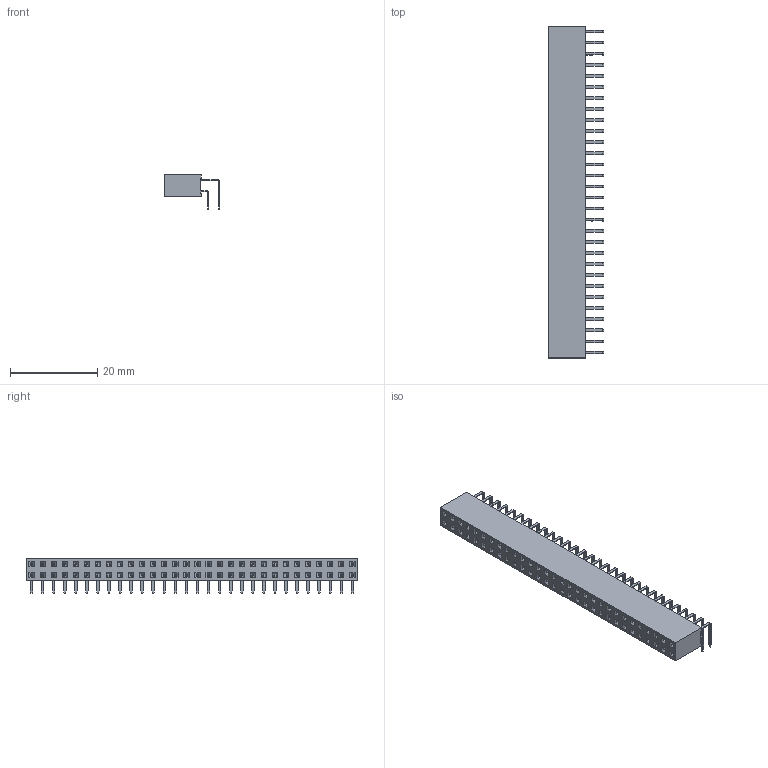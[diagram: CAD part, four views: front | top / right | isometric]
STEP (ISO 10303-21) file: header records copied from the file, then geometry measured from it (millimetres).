
FILE_DESCRIPTION(/* description */ ('model of PinSocket_2x30_P2.54mm_Horizontal'),/* implementation_level */ '2;1');
FILE_NAME(/* name */ 'PinSocket_2x30_P2.54mm_Horizontal.step',/* time_stamp */ '2017-11-27T01:23:10',/* author */ ('Terje Io','https://github.com/terjeio'),/* organization */ ('FreeCAD'),/* preprocessor_version */ 'OCC',/* originating_system */ 'kicad StepUp',/* authorisation */ '');
FILE_SCHEMA(('AUTOMOTIVE_DESIGN_CC2 { 1 2 10303 214 -1 1 5 4 }'));
Length unit declared in the file: millimetre
Products named in the file (1): PinSocket_2x30_P254mm_Horizontal
Bounding box: 12.67 x 76.2 x 7.98 mm (x, y, z)
Volume: 3138.4 mm3; surface area: 4143.2 mm2
Topology: 1 solids, 1 shells, 2110 faces, 5544 edges, 3616 vertices
Faces by surface type: plane 1990, cylinder 120
Entity records: 78311 total; most frequent: CARTESIAN_POINT 11271, ORIENTED_EDGE 11088, DIRECTION 10006, EDGE_CURVE 5544, LINE 5304, VECTOR 5304, VERTEX_POINT 3616, AXIS2_PLACEMENT_3D 2351
